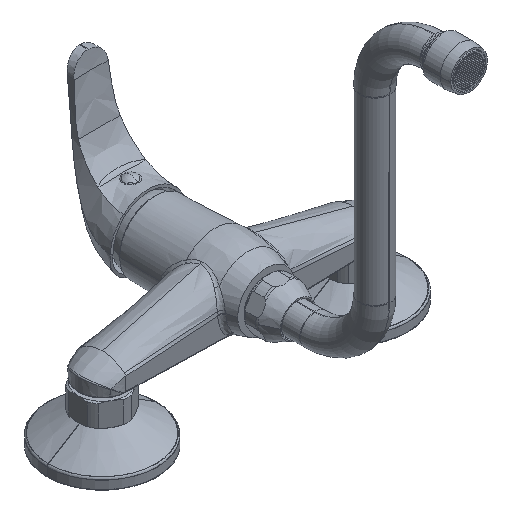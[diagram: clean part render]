
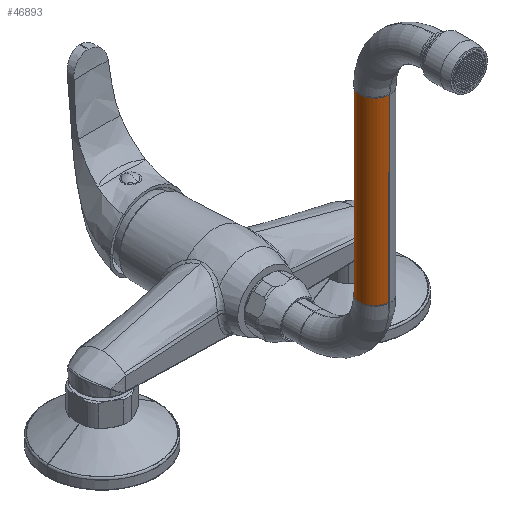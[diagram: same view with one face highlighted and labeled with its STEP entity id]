
A CAD part, isometric view. The second image highlights one B-rep face of the part: STEP entity #46893.
In plain terms, the highlighted cylindrical face has radius 9 mm (diameter 18 mm), a partial arc.
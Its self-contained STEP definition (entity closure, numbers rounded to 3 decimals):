
#8782=CARTESIAN_POINT('',(0.,-65.,144.));
#8783=DIRECTION('',(0.,0.,1.));
#8784=DIRECTION('',(0.,1.,0.));
#8785=AXIS2_PLACEMENT_3D('',#8782,#8783,#8784);
#8792=CARTESIAN_POINT('',(0.,-65.,36.));
#8793=DIRECTION('',(0.,0.,1.));
#8794=DIRECTION('',(0.,1.,0.));
#8795=AXIS2_PLACEMENT_3D('',#8792,#8793,#8794);
#8797=DIRECTION('',(0.,0.,1.));
#8798=VECTOR('',#8797,108.);
#8799=CARTESIAN_POINT('',(0.,-56.,36.));
#8800=LINE('',#8799,#8798);
#8844=DIRECTION('',(0.,0.,1.));
#8845=VECTOR('',#8844,108.);
#8846=CARTESIAN_POINT('',(0.,-74.,36.));
#8847=LINE('',#8846,#8845);
#37055=CARTESIAN_POINT('',(0.,-74.,36.));
#37056=CARTESIAN_POINT('',(0.,-56.,36.));
#37057=VERTEX_POINT('',#37055);
#37058=VERTEX_POINT('',#37056);
#37063=CARTESIAN_POINT('',(0.,-74.,144.));
#37064=CARTESIAN_POINT('',(0.,-56.,144.));
#37065=VERTEX_POINT('',#37063);
#37066=VERTEX_POINT('',#37064);
#46879=CARTESIAN_POINT('',(0.,-65.,36.));
#46880=DIRECTION('',(0.,0.,1.));
#46881=DIRECTION('',(0.,-1.,0.));
#46882=AXIS2_PLACEMENT_3D('',#46879,#46880,#46881);
#46883=CYLINDRICAL_SURFACE('',#46882,9.);
#46885=ORIENTED_EDGE('',*,*,#46884,.F.);
#46887=ORIENTED_EDGE('',*,*,#46886,.T.);
#46888=ORIENTED_EDGE('',*,*,#46862,.T.);
#46890=ORIENTED_EDGE('',*,*,#46889,.F.);
#46891=EDGE_LOOP('',(#46885,#46887,#46888,#46890));
#46892=FACE_OUTER_BOUND('',#46891,.F.);
#46893=ADVANCED_FACE('',(#46892),#46883,.T.);
#8786=CIRCLE('',#8785,9.);
#8796=CIRCLE('',#8795,9.);
#46862=EDGE_CURVE('',#37066,#37065,#8786,.T.);
#46884=EDGE_CURVE('',#37058,#37057,#8796,.T.);
#46886=EDGE_CURVE('',#37058,#37066,#8800,.T.);
#46889=EDGE_CURVE('',#37057,#37065,#8847,.T.);
